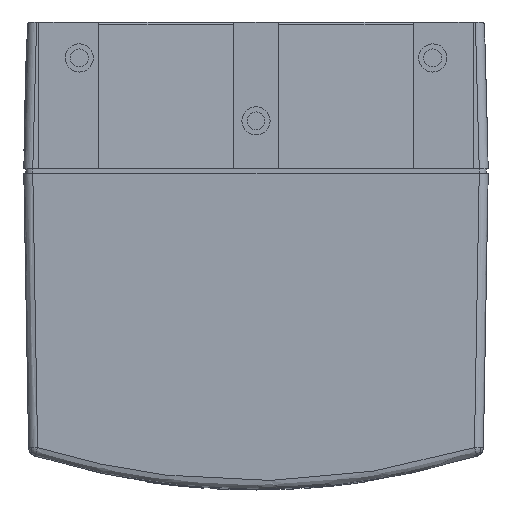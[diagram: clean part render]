
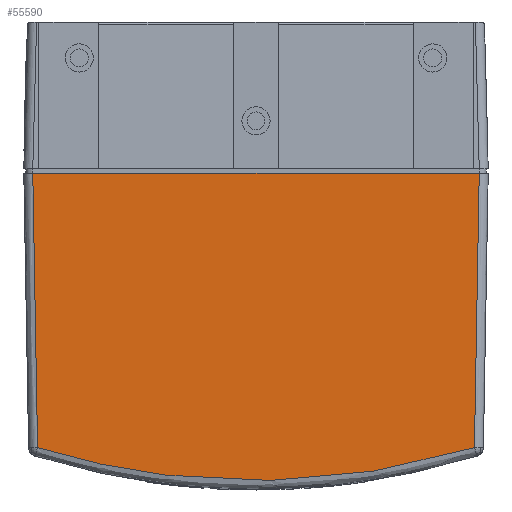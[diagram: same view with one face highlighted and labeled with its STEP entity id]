
A CAD part, front view. The second image highlights one B-rep face of the part: STEP entity #55590.
In plain terms, the highlighted planar face has unit normal (0, -1, -0.018).
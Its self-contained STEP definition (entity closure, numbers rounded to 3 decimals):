
#55030=CARTESIAN_POINT('',(61.5,-28.442,-0.496));
#55040=DIRECTION('',(0.,1.,0.017));
#55050=DIRECTION('',(0.,0.017,-1.));
#55060=AXIS2_PLACEMENT_3D('',#55030,#55040,#55050);
#55070=PLANE('',#55060);
#55080=CARTESIAN_POINT('',(61.5,-29.193,42.5));
#55090=DIRECTION('',(-1.,0.,0.));
#55100=VECTOR('',#55090,1.);
#55110=LINE('',#55080,#55100);
#55120=CARTESIAN_POINT('',(74.5,-29.193,42.5));
#55130=VERTEX_POINT('',#55120);
#55140=CARTESIAN_POINT('',(-74.5,-29.193,42.5));
#55150=VERTEX_POINT('',#55140);
#55160=EDGE_CURVE('',#55130,#55150,#55110,.T.);
#55170=ORIENTED_EDGE('',*,*,#55160,.T.);
#55180=CARTESIAN_POINT('',(72.902,-27.595,
-49.049));
#55190=CARTESIAN_POINT('',(73.163,-27.855,
-34.134));
#55200=CARTESIAN_POINT('',(73.423,-28.116,
-19.218));
#55210=CARTESIAN_POINT('',(73.956,-28.648,
11.298));
#55220=CARTESIAN_POINT('',(74.228,-28.92,
26.899));
#55230=CARTESIAN_POINT('',(74.5,-29.193,
42.5));
#55240=B_SPLINE_CURVE_WITH_KNOTS('',3,(#55180,#55190,#55200,#55210,
#55220,#55230),.UNSPECIFIED.,.F.,.F.,(4,2,4),(236.899,
281.658,328.476),.UNSPECIFIED.);
#55250=CARTESIAN_POINT('',(72.902,-27.595,
-49.049));
#55260=VERTEX_POINT('',#55250);
#55270=EDGE_CURVE('',#55260,#55130,#55240,.T.);
#55280=ORIENTED_EDGE('',*,*,#55270,.T.);
#55290=CARTESIAN_POINT('',(72.902,-27.595,
-49.049));
#55300=CARTESIAN_POINT('',(72.257,-27.591,
-49.248));
#55310=CARTESIAN_POINT('',(71.611,-27.588,
-49.445));
#55320=CARTESIAN_POINT('',(59.468,-27.524,
-53.087));
#55330=CARTESIAN_POINT('',(47.737,-27.479,
-55.693));
#55340=CARTESIAN_POINT('',(23.988,-27.418,
-59.178));
#55350=CARTESIAN_POINT('',(12.002,-27.403,
-60.052));
#55360=CARTESIAN_POINT('',(-12.002,-27.403,
-60.052));
#55370=CARTESIAN_POINT('',(-23.988,-27.418,
-59.178));
#55380=CARTESIAN_POINT('',(-47.737,-27.479,
-55.693));
#55390=CARTESIAN_POINT('',(-59.468,-27.524,
-53.087));
#55400=CARTESIAN_POINT('',(-71.611,-27.588,
-49.445));
#55410=CARTESIAN_POINT('',(-72.257,-27.591,
-49.248));
#55420=CARTESIAN_POINT('',(-72.902,-27.595,
-49.049));
#55430=B_SPLINE_CURVE_WITH_KNOTS('',3,(#55290,#55300,#55310,#55320,
#55330,#55340,#55350,#55360,#55370,#55380,#55390,#55400,#55410,#55420),
.UNSPECIFIED.,.F.,.F.,(4,2,2,2,2,2,4),(73.386,75.423
,111.63,147.836,184.043,220.25,
222.287),.UNSPECIFIED.);
#55440=CARTESIAN_POINT('',(-72.902,-27.595,
-49.049));
#55450=VERTEX_POINT('',#55440);
#55460=EDGE_CURVE('',#55260,#55450,#55430,.T.);
#55470=ORIENTED_EDGE('',*,*,#55460,.F.);
#55480=CARTESIAN_POINT('',(-74.5,-29.193,
42.5));
#55490=CARTESIAN_POINT('',(-74.228,-28.92,
26.899));
#55500=CARTESIAN_POINT('',(-73.956,-28.648,
11.298));
#55510=CARTESIAN_POINT('',(-73.423,-28.116,
-19.218));
#55520=CARTESIAN_POINT('',(-73.163,-27.855,
-34.134));
#55530=CARTESIAN_POINT('',(-72.902,-27.595,
-49.049));
#55540=B_SPLINE_CURVE_WITH_KNOTS('',3,(#55480,#55490,#55500,#55510,
#55520,#55530),.UNSPECIFIED.,.F.,.F.,(4,2,4),(234.841,
281.658,326.417),.UNSPECIFIED.);
#55550=EDGE_CURVE('',#55150,#55450,#55540,.T.);
#55560=ORIENTED_EDGE('',*,*,#55550,.T.);
#55570=EDGE_LOOP('',(#55560,#55470,#55280,#55170));
#55580=FACE_OUTER_BOUND('',#55570,.T.);
#55590=ADVANCED_FACE('',(#55580),#55070,.F.);
